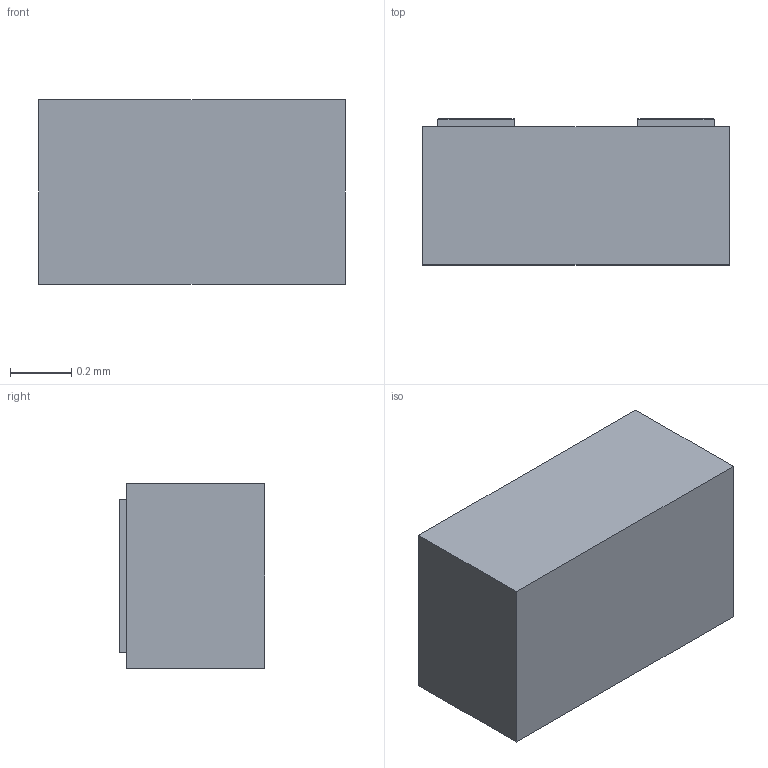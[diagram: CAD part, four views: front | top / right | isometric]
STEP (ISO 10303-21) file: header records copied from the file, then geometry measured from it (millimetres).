
FILE_DESCRIPTION(/* description */ (''),/* implementation_level */ '2;1');
FILE_NAME(/* name */ 'DFN100~2',/* time_stamp */ '2023-11-16T16:18:40+08:00',/* author */ (''),/* organization */ (''),/* preprocessor_version */ 'ST-DEVELOPER v16.5',/* originating_system */ '',/* authorisation */ '');
FILE_SCHEMA (('AUTOMOTIVE_DESIGN'));
Length unit declared in the file: millimetre
Products named in the file (4): Document; ��2; ��3; ��1
Assembly tree (3 placements, depth 2):
  Document
    ��2
    ��3
    ��1
Bounding box: 1 x 0.47 x 0.6 mm (x, y, z)
Volume: 0.3 mm3; surface area: 3.3 mm2
Topology: 3 solids, 3 shells, 39 faces, 84 edges, 53 vertices
Faces by surface type: plane 30, cylinder 9
Entity records: 1044 total; most frequent: CARTESIAN_POINT 288, ORIENTED_EDGE 168, EDGE_CURVE 84, B_SPLINE_CURVE_WITH_KNOTS 75, DIRECTION 59, VERTEX_POINT 53, AXIS2_PLACEMENT_3D 49, EDGE_LOOP 41
